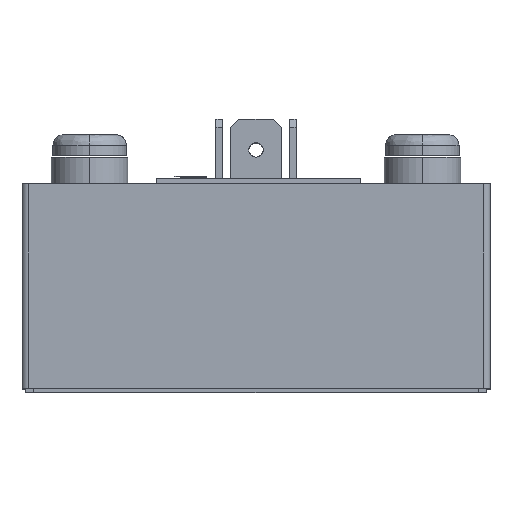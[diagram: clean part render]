
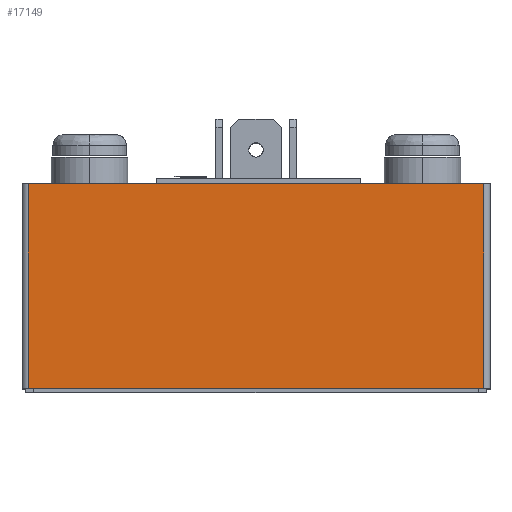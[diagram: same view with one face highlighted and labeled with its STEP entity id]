
A CAD part, top view. The second image highlights one B-rep face of the part: STEP entity #17149.
In plain terms, the highlighted planar face has unit normal (0, 0, 1).
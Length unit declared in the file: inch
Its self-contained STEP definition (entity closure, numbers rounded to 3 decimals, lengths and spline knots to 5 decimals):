
#143 = CARTESIAN_POINT ( 'NONE',  ( -1.33015, 1.17183, 0.43472 ) ) ;
#1341 = CARTESIAN_POINT ( 'NONE',  ( -1.33015, 0.17183, 0.43472 ) ) ;
#2892 = VERTEX_POINT ( 'NONE', #14434 ) ;
#3060 = DIRECTION ( 'NONE',  ( 1., 0., 0. ) ) ;
#3242 = FACE_OUTER_BOUND ( 'NONE', #18939, .T. ) ;
#4821 = VERTEX_POINT ( 'NONE', #5050 ) ;
#5050 = CARTESIAN_POINT ( 'NONE',  ( 0.89485, 1.17183, 0.43472 ) ) ;
#5102 = AXIS2_PLACEMENT_3D ( 'NONE', #1341, #13270, #3060 ) ;
#5847 = VECTOR ( 'NONE', #15757, 39.37008 ) ;
#7483 = CARTESIAN_POINT ( 'NONE',  ( -1.33015, 1.17183, 0.43472 ) ) ;
#8046 = LINE ( 'NONE', #143, #20968 ) ;
#8464 = VERTEX_POINT ( 'NONE', #8865 ) ;
#8650 = VERTEX_POINT ( 'NONE', #7483 ) ;
#8865 = CARTESIAN_POINT ( 'NONE',  ( 0.89485, 0.17183, 0.43472 ) ) ;
#9923 = VECTOR ( 'NONE', #20171, 39.37008 ) ;
#10976 = LINE ( 'NONE', #20661, #5847 ) ;
#12910 = VECTOR ( 'NONE', #21853, 39.37008 ) ;
#13270 = DIRECTION ( 'NONE',  ( 0., 0., 1. ) ) ;
#13739 = ORIENTED_EDGE ( 'NONE', *, *, #21433, .T. ) ;
#13840 = DIRECTION ( 'NONE',  ( -1., 0., 0. ) ) ;
#14434 = CARTESIAN_POINT ( 'NONE',  ( -1.33015, 0.17183, 0.43472 ) ) ;
#14870 = PLANE ( 'NONE',  #5102 ) ;
#15158 = CARTESIAN_POINT ( 'NONE',  ( -1.33015, 0.17183, 0.43472 ) ) ;
#15172 = ORIENTED_EDGE ( 'NONE', *, *, #20867, .T. ) ;
#15186 = CARTESIAN_POINT ( 'NONE',  ( -1.33015, 0.17183, 0.43472 ) ) ;
#15757 = DIRECTION ( 'NONE',  ( 0., 1., 0. ) ) ;
#15842 = ORIENTED_EDGE ( 'NONE', *, *, #21226, .T. ) ;
#17149 = ADVANCED_FACE ( 'NONE', ( #3242 ), #14870, .T. ) ;
#17364 = LINE ( 'NONE', #15186, #12910 ) ;
#18359 = LINE ( 'NONE', #15158, #9923 ) ;
#18939 = EDGE_LOOP ( 'NONE', ( #15172, #20659, #15842, #13739 ) ) ;
#20171 = DIRECTION ( 'NONE',  ( 1., 0., 0. ) ) ;
#20659 = ORIENTED_EDGE ( 'NONE', *, *, #20750, .T. ) ;
#20661 = CARTESIAN_POINT ( 'NONE',  ( 0.89485, 0.17183, 0.43472 ) ) ;
#20750 = EDGE_CURVE ( 'NONE', #8650, #2892, #17364, .T. ) ;
#20867 = EDGE_CURVE ( 'NONE', #4821, #8650, #8046, .T. ) ;
#20968 = VECTOR ( 'NONE', #13840, 39.37008 ) ;
#21226 = EDGE_CURVE ( 'NONE', #2892, #8464, #18359, .T. ) ;
#21433 = EDGE_CURVE ( 'NONE', #8464, #4821, #10976, .T. ) ;
#21853 = DIRECTION ( 'NONE',  ( 0., -1., 0. ) ) ;
